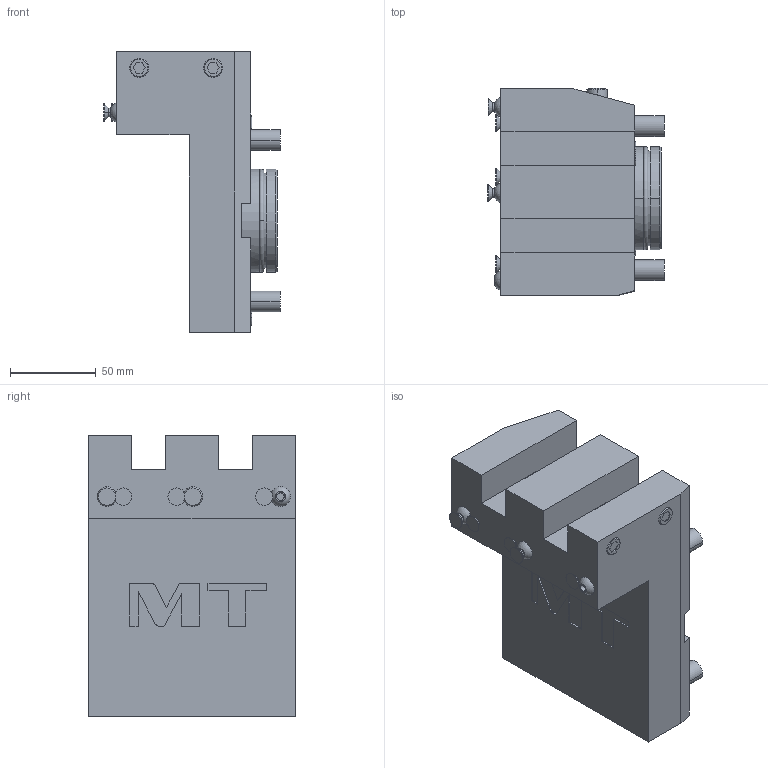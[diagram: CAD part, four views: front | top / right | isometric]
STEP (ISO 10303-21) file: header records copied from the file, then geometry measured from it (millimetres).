
FILE_DESCRIPTION((''),'2;1');
FILE_NAME('MNL0062000_CONF','2023-02-17T14:59:33',('sterribile'),('M.T. srl'),'CREO PARAMETRIC BY PTC INC, 2021072','CREO PARAMETRIC BY PTC INC, 2021072','');
FILE_SCHEMA(('CONFIG_CONTROL_DESIGN'));
Length unit declared in the file: millimetre
Products named in the file (1): MNL0062000_CONF
Bounding box: 102.55 x 121 x 163.5 mm (x, y, z)
Volume: 897407.5 mm3; surface area: 86135.1 mm2
Topology: 1 solids, 1 shells, 175 faces, 417 edges, 274 vertices
Faces by surface type: plane 104, cylinder 40, cone 20, torus 6, sphere 3, extrusion 2
Entity records: 5151 total; most frequent: CARTESIAN_POINT 924, DIRECTION 891, ORIENTED_EDGE 834, EDGE_CURVE 417, AXIS2_PLACEMENT_3D 305, VECTOR 281, LINE 279, VERTEX_POINT 274
